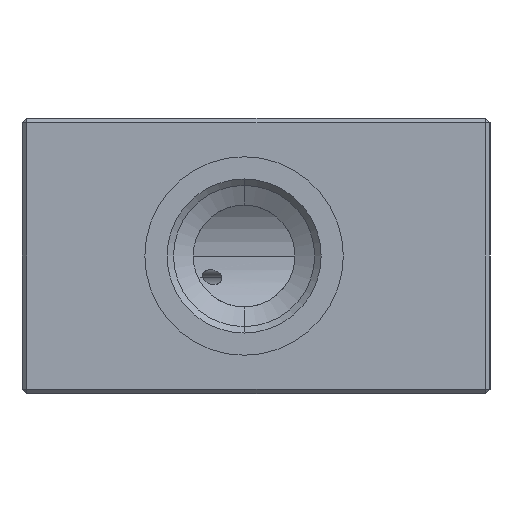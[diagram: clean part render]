
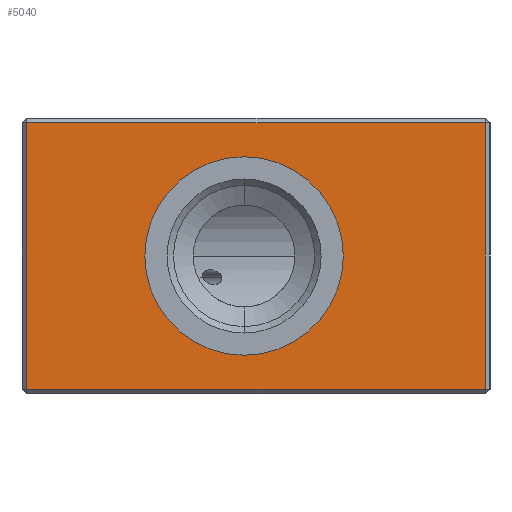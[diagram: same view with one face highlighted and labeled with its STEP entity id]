
A CAD part, left-side view. The second image highlights one B-rep face of the part: STEP entity #5040.
In plain terms, the highlighted planar face has unit normal (-1, 0, 0).
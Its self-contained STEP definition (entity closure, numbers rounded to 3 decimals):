
#191 = EDGE_LOOP ( 'NONE', ( #7757, #13895 ) ) ;
#228 = DIRECTION ( 'NONE',  ( 0., 1., 0. ) ) ;
#355 = DIRECTION ( 'NONE',  ( 0., 1., 0. ) ) ;
#938 = VERTEX_POINT ( 'NONE', #6492 ) ;
#1210 = LINE ( 'NONE', #14391, #8528 ) ;
#1241 = ORIENTED_EDGE ( 'NONE', *, *, #18967, .T. ) ;
#1260 = VECTOR ( 'NONE', #228, 1000. ) ;
#1603 = ORIENTED_EDGE ( 'NONE', *, *, #14549, .T. ) ;
#2498 = VERTEX_POINT ( 'NONE', #12447 ) ;
#3692 = DIRECTION ( 'NONE',  ( -1., 0., 0. ) ) ;
#3970 = VERTEX_POINT ( 'NONE', #15506 ) ;
#4245 = DIRECTION ( 'NONE',  ( 0., 0., -1. ) ) ;
#4312 = CIRCLE ( 'NONE', #11832, 21.63 ) ;
#4369 = CARTESIAN_POINT ( 'NONE',  ( -82.55, 50., 30. ) ) ;
#4379 = EDGE_CURVE ( 'NONE', #938, #3970, #4312, .T. ) ;
#4567 = VERTEX_POINT ( 'NONE', #14102 ) ;
#4610 = CARTESIAN_POINT ( 'NONE',  ( -82.55, 51., 30. ) ) ;
#4826 = ORIENTED_EDGE ( 'NONE', *, *, #11365, .T. ) ;
#5040 = ADVANCED_FACE ( 'NONE', ( #8639, #13216 ), #5063, .F. ) ;
#5063 = PLANE ( 'NONE',  #7693 ) ;
#5172 = DIRECTION ( 'NONE',  ( 0., 0., 1. ) ) ;
#6003 = CARTESIAN_POINT ( 'NONE',  ( -82.55, 51., -29. ) ) ;
#6081 = LINE ( 'NONE', #4369, #18226 ) ;
#6145 = CARTESIAN_POINT ( 'NONE',  ( -82.55, 51., 29. ) ) ;
#6408 = DIRECTION ( 'NONE',  ( 0., 0., 1. ) ) ;
#6492 = CARTESIAN_POINT ( 'NONE',  ( -82.55, 2.6, -21.63 ) ) ;
#6577 = EDGE_CURVE ( 'NONE', #3970, #938, #10078, .T. ) ;
#7693 = AXIS2_PLACEMENT_3D ( 'NONE', #4610, #13503, #355 ) ;
#7757 = ORIENTED_EDGE ( 'NONE', *, *, #6577, .F. ) ;
#8352 = AXIS2_PLACEMENT_3D ( 'NONE', #12323, #3692, #5172 ) ;
#8528 = VECTOR ( 'NONE', #8629, 1000. ) ;
#8629 = DIRECTION ( 'NONE',  ( 0., 0., 1. ) ) ;
#8639 = FACE_OUTER_BOUND ( 'NONE', #8811, .T. ) ;
#8811 = EDGE_LOOP ( 'NONE', ( #12602, #1241, #1603, #4826 ) ) ;
#8989 = VECTOR ( 'NONE', #11880, 1000. ) ;
#9518 = EDGE_CURVE ( 'NONE', #13439, #12772, #6081, .T. ) ;
#10078 = CIRCLE ( 'NONE', #8352, 21.63 ) ;
#11365 = EDGE_CURVE ( 'NONE', #4567, #13439, #12692, .T. ) ;
#11832 = AXIS2_PLACEMENT_3D ( 'NONE', #15171, #18039, #6408 ) ;
#11880 = DIRECTION ( 'NONE',  ( 0., -1., 0. ) ) ;
#12256 = CARTESIAN_POINT ( 'NONE',  ( -82.55, 50., 29. ) ) ;
#12323 = CARTESIAN_POINT ( 'NONE',  ( -82.55, 2.6, 0. ) ) ;
#12447 = CARTESIAN_POINT ( 'NONE',  ( -82.55, -50., -29. ) ) ;
#12602 = ORIENTED_EDGE ( 'NONE', *, *, #9518, .T. ) ;
#12692 = LINE ( 'NONE', #6145, #1260 ) ;
#12772 = VERTEX_POINT ( 'NONE', #16659 ) ;
#13216 = FACE_BOUND ( 'NONE', #191, .T. ) ;
#13439 = VERTEX_POINT ( 'NONE', #12256 ) ;
#13503 = DIRECTION ( 'NONE',  ( 1., 0., 0. ) ) ;
#13895 = ORIENTED_EDGE ( 'NONE', *, *, #4379, .F. ) ;
#14102 = CARTESIAN_POINT ( 'NONE',  ( -82.55, -50., 29. ) ) ;
#14273 = LINE ( 'NONE', #6003, #8989 ) ;
#14391 = CARTESIAN_POINT ( 'NONE',  ( -82.55, -50., 30. ) ) ;
#14549 = EDGE_CURVE ( 'NONE', #2498, #4567, #1210, .T. ) ;
#15171 = CARTESIAN_POINT ( 'NONE',  ( -82.55, 2.6, 0. ) ) ;
#15506 = CARTESIAN_POINT ( 'NONE',  ( -82.55, 2.6, 21.63 ) ) ;
#16659 = CARTESIAN_POINT ( 'NONE',  ( -82.55, 50., -29. ) ) ;
#18039 = DIRECTION ( 'NONE',  ( -1., 0., 0. ) ) ;
#18226 = VECTOR ( 'NONE', #4245, 1000. ) ;
#18967 = EDGE_CURVE ( 'NONE', #12772, #2498, #14273, .T. ) ;
